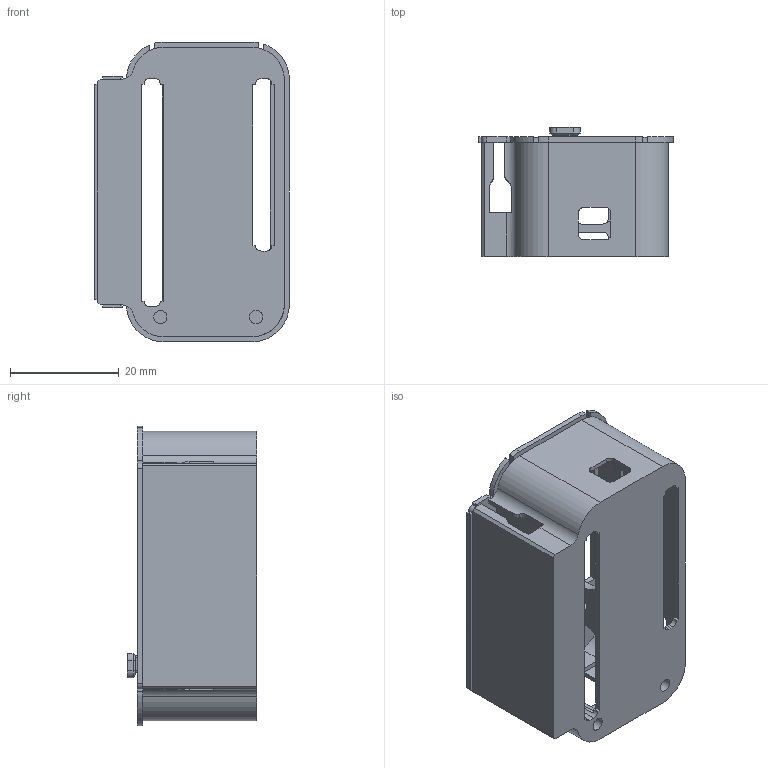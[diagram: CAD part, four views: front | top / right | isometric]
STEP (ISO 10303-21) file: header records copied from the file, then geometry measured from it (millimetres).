
FILE_DESCRIPTION(/* description */ (''),/* implementation_level */ '2;1');
FILE_NAME(/* name */ '011c12cd-98b5-41c5-914a-b4e277937557.stp',/* time_stamp */ '2017-12-31T21:54:54+00:00',/* author */ (''),/* organization */ (''),/* preprocessor_version */ 'ST-DEVELOPER v16.13',/* originating_system */ 'Autodesk Translation Framework v6.5.0.72',/* authorisation */ '');
FILE_SCHEMA (('AUTOMOTIVE_DESIGN { 1 0 10303 214 3 1 1 }'));
Length unit declared in the file: millimetre
Products named in the file (1): huzzah esp8266 case
Bounding box: 35.88 x 23.8 x 55.23 mm (x, y, z)
Volume: 8882.8 mm3; surface area: 16596.6 mm2
Topology: 3 solids, 4 shells, 375 faces, 1073 edges, 711 vertices
Faces by surface type: plane 244, cylinder 124, cone 4, bspline 3
Full cylindrical faces by diameter (mm): 2.4 x2, 10 x2
Entity records: 12455 total; most frequent: CARTESIAN_POINT 2305, ORIENTED_EDGE 2146, DIRECTION 2071, EDGE_CURVE 1073, LINE 791, VECTOR 791, VERTEX_POINT 711, AXIS2_PLACEMENT_3D 640
